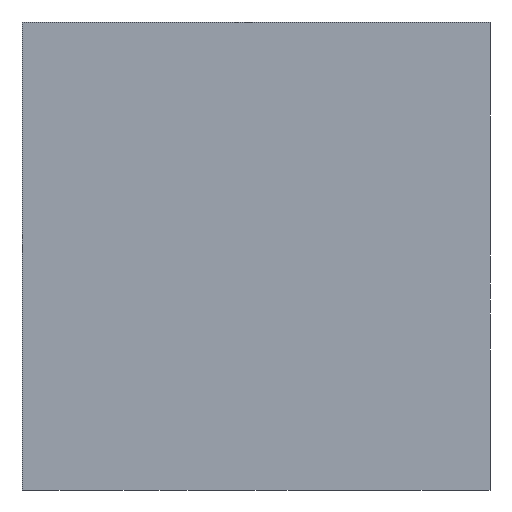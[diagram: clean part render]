
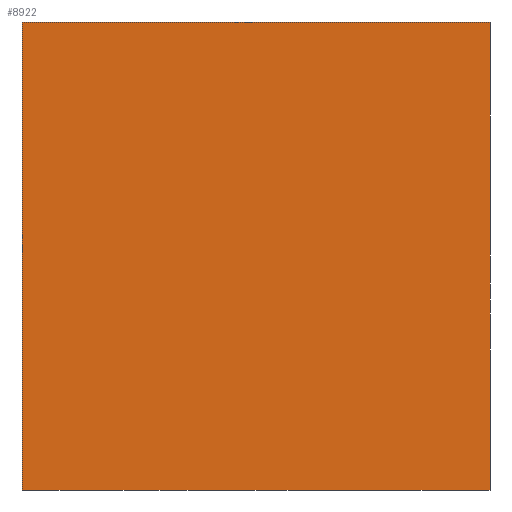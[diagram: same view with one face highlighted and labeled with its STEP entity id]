
A CAD part, front view. The second image highlights one B-rep face of the part: STEP entity #8922.
In plain terms, the highlighted planar face has unit normal (0, -1, 0).
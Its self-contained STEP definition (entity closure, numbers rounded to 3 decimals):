
#416=FACE_OUTER_BOUND('',#996,.T.);
#996=EDGE_LOOP('',(#6501,#6502,#6503,#6504));
#1953=LINE('',#13637,#3051);
#1990=LINE('',#13708,#3088);
#2002=LINE('',#13737,#3100);
#2021=LINE('',#13780,#3119);
#3051=VECTOR('',#10643,1000.);
#3088=VECTOR('',#10692,1000.);
#3100=VECTOR('',#10716,1000.);
#3119=VECTOR('',#10751,1000.);
#4147=VERTEX_POINT('',#13634);
#4148=VERTEX_POINT('',#13636);
#4160=VERTEX_POINT('',#13665);
#4187=VERTEX_POINT('',#13736);
#5032=EDGE_CURVE('',#4147,#4148,#1953,.T.);
#5074=EDGE_CURVE('',#4148,#4160,#1990,.T.);
#5091=EDGE_CURVE('',#4160,#4187,#2002,.T.);
#5117=EDGE_CURVE('',#4187,#4147,#2021,.T.);
#6501=ORIENTED_EDGE('',*,*,#5032,.F.);
#6502=ORIENTED_EDGE('',*,*,#5117,.F.);
#6503=ORIENTED_EDGE('',*,*,#5091,.F.);
#6504=ORIENTED_EDGE('',*,*,#5074,.F.);
#8520=PLANE('',#9470);
#8922=ADVANCED_FACE('',(#416),#8520,.F.);
#9470=AXIS2_PLACEMENT_3D('',#13819,#10775,#10776);
#10643=DIRECTION('',(0.,0.,1.));
#10692=DIRECTION('',(1.,0.,0.));
#10716=DIRECTION('',(0.,0.,-1.));
#10751=DIRECTION('',(-1.,0.,0.));
#10775=DIRECTION('center_axis',(0.,1.,0.));
#10776=DIRECTION('ref_axis',(0.,0.,1.));
#13634=CARTESIAN_POINT('',(-19.625,-7.25,-19.625));
#13636=CARTESIAN_POINT('',(-19.625,-7.25,19.625));
#13637=CARTESIAN_POINT('',(-19.625,-7.25,-19.625));
#13665=CARTESIAN_POINT('',(19.625,-7.25,19.625));
#13708=CARTESIAN_POINT('',(-19.625,-7.25,19.625));
#13736=CARTESIAN_POINT('',(19.625,-7.25,-19.625));
#13737=CARTESIAN_POINT('',(19.625,-7.25,-19.625));
#13780=CARTESIAN_POINT('',(-19.625,-7.25,-19.625));
#13819=CARTESIAN_POINT('Origin',(0.,-7.25,0.));
